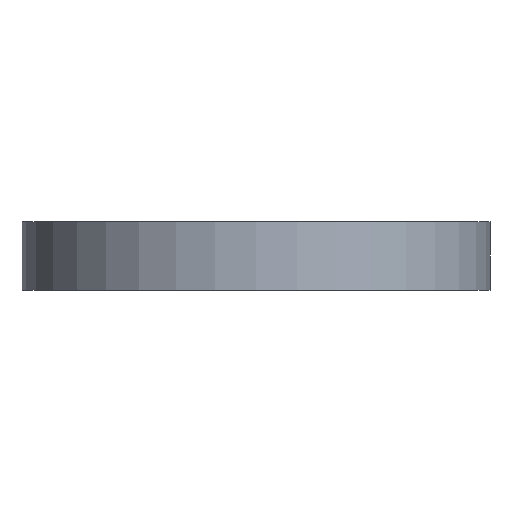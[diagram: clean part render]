
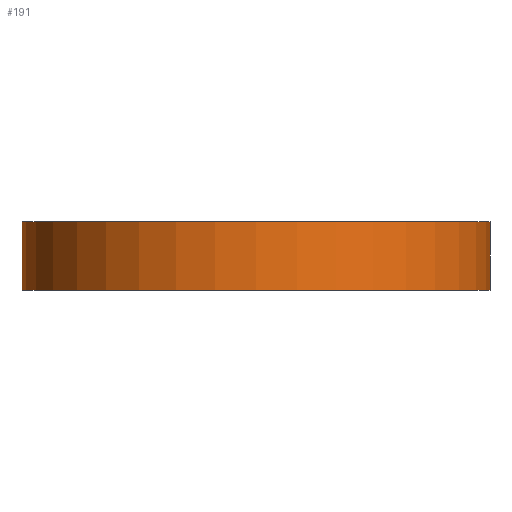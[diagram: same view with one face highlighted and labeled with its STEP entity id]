
A CAD part, front view. The second image highlights one B-rep face of the part: STEP entity #191.
In plain terms, the highlighted cylindrical face has radius 37.5 mm (diameter 75 mm), a partial arc.
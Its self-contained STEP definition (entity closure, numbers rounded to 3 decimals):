
#20 = LINE ( 'NONE', #767, #468 ) ;
#24 = CARTESIAN_POINT ( 'NONE',  ( -37.5, 0., 0. ) ) ;
#27 = FACE_OUTER_BOUND ( 'NONE', #40, .T. ) ;
#40 = EDGE_LOOP ( 'NONE', ( #217, #235, #175, #573 ) ) ;
#64 = CARTESIAN_POINT ( 'NONE',  ( -37.5, 0., 11. ) ) ;
#65 = EDGE_CURVE ( 'NONE', #172, #439, #264, .T. ) ;
#67 = CARTESIAN_POINT ( 'NONE',  ( 37.5, 0., 11. ) ) ;
#83 = CARTESIAN_POINT ( 'NONE',  ( 37.5, 0., 0. ) ) ;
#97 = VECTOR ( 'NONE', #110, 1000. ) ;
#110 = DIRECTION ( 'NONE',  ( 0., 0., -1. ) ) ;
#150 = EDGE_CURVE ( 'NONE', #655, #418, #20, .T. ) ;
#159 = DIRECTION ( 'NONE',  ( 1., 0., 0. ) ) ;
#172 = VERTEX_POINT ( 'NONE', #67 ) ;
#174 = DIRECTION ( 'NONE',  ( -1., 0., 0. ) ) ;
#175 = ORIENTED_EDGE ( 'NONE', *, *, #150, .T. ) ;
#191 = ADVANCED_FACE ( 'NONE', ( #27 ), #344, .T. ) ;
#204 = AXIS2_PLACEMENT_3D ( 'NONE', #714, #538, #174 ) ;
#217 = ORIENTED_EDGE ( 'NONE', *, *, #65, .F. ) ;
#235 = ORIENTED_EDGE ( 'NONE', *, *, #494, .F. ) ;
#264 = LINE ( 'NONE', #747, #97 ) ;
#344 = CYLINDRICAL_SURFACE ( 'NONE', #204, 37.5 ) ;
#382 = AXIS2_PLACEMENT_3D ( 'NONE', #680, #674, #620 ) ;
#418 = VERTEX_POINT ( 'NONE', #24 ) ;
#435 = EDGE_CURVE ( 'NONE', #418, #439, #652, .T. ) ;
#439 = VERTEX_POINT ( 'NONE', #83 ) ;
#449 = CIRCLE ( 'NONE', #678, 37.5 ) ;
#467 = DIRECTION ( 'NONE',  ( 0., 0., 1. ) ) ;
#468 = VECTOR ( 'NONE', #589, 1000. ) ;
#494 = EDGE_CURVE ( 'NONE', #655, #172, #449, .T. ) ;
#538 = DIRECTION ( 'NONE',  ( 0., 0., -1. ) ) ;
#573 = ORIENTED_EDGE ( 'NONE', *, *, #435, .T. ) ;
#589 = DIRECTION ( 'NONE',  ( 0., 0., -1. ) ) ;
#620 = DIRECTION ( 'NONE',  ( 1., 0., 0. ) ) ;
#652 = CIRCLE ( 'NONE', #382, 37.5 ) ;
#655 = VERTEX_POINT ( 'NONE', #64 ) ;
#674 = DIRECTION ( 'NONE',  ( 0., 0., 1. ) ) ;
#678 = AXIS2_PLACEMENT_3D ( 'NONE', #690, #467, #159 ) ;
#680 = CARTESIAN_POINT ( 'NONE',  ( 0., 0., 0. ) ) ;
#690 = CARTESIAN_POINT ( 'NONE',  ( 0., 0., 11. ) ) ;
#714 = CARTESIAN_POINT ( 'NONE',  ( 0., 0., 11. ) ) ;
#747 = CARTESIAN_POINT ( 'NONE',  ( 37.5, 0., 11. ) ) ;
#767 = CARTESIAN_POINT ( 'NONE',  ( -37.5, 0., 11. ) ) ;
